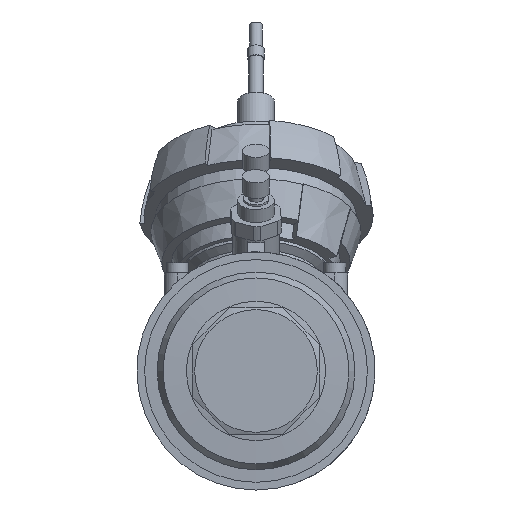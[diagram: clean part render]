
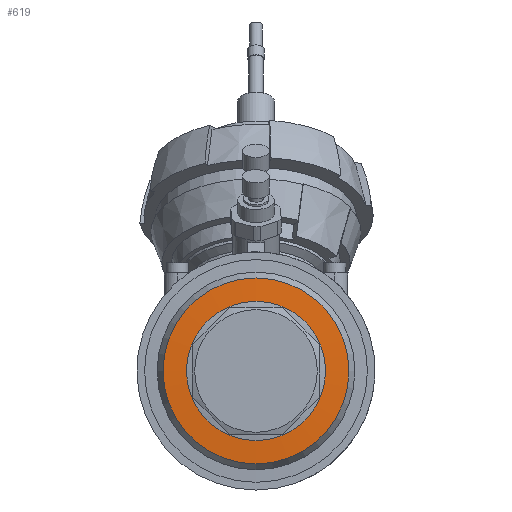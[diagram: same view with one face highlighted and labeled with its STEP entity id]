
A CAD part, left-side view. The second image highlights one B-rep face of the part: STEP entity #619.
In plain terms, the highlighted conical face has half-angle 87 degrees and reference radius 50.75 mm.
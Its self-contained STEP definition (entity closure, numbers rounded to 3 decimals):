
#619 = ADVANCED_FACE( '', ( #1305, #1306 ), #1307, .T. );
#1305 = FACE_BOUND( '', #2122, .T. );
#1306 = FACE_OUTER_BOUND( '', #2123, .T. );
#1307 = CONICAL_SURFACE( '', #2124, 50.75, 1.518 );
#2122 = EDGE_LOOP( '', ( #3986 ) );
#2123 = EDGE_LOOP( '', ( #3987 ) );
#2124 = AXIS2_PLACEMENT_3D( '', #3988, #3989, #3990 );
#3986 = ORIENTED_EDGE( '', *, *, #4314, .F. );
#3987 = ORIENTED_EDGE( '', *, *, #4869, .T. );
#3988 = CARTESIAN_POINT( '', ( -93.5, 0., 0. ) );
#3989 = DIRECTION( '', ( 1., 0., 0. ) );
#3990 = DIRECTION( '', ( 0., -1., 0. ) );
#4314 = EDGE_CURVE( '', #5112, #5112, #5113, .T. );
#4869 = EDGE_CURVE( '', #5923, #5923, #5924, .T. );
#5112 = VERTEX_POINT( '', #6613 );
#5113 = CIRCLE( '', #6614, 38. );
#5923 = VERTEX_POINT( '', #8622 );
#5924 = CIRCLE( '', #8623, 50.75 );
#6613 = CARTESIAN_POINT( '', ( -94.168, 38., 0. ) );
#6614 = AXIS2_PLACEMENT_3D( '', #8969, #8970, #8971 );
#8622 = CARTESIAN_POINT( '', ( -93.5, 50.75, 0. ) );
#8623 = AXIS2_PLACEMENT_3D( '', #9580, #9581, #9582 );
#8969 = CARTESIAN_POINT( '', ( -94.168, 0., 0. ) );
#8970 = DIRECTION( '', ( -1., 0., 0. ) );
#8971 = DIRECTION( '', ( 0., 1., 0. ) );
#9580 = CARTESIAN_POINT( '', ( -93.5, 0., 0. ) );
#9581 = DIRECTION( '', ( -1., 0., 0. ) );
#9582 = DIRECTION( '', ( 0., 1., 0. ) );
